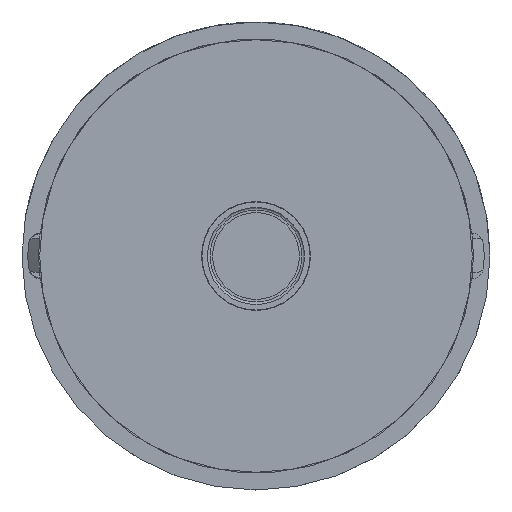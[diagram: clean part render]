
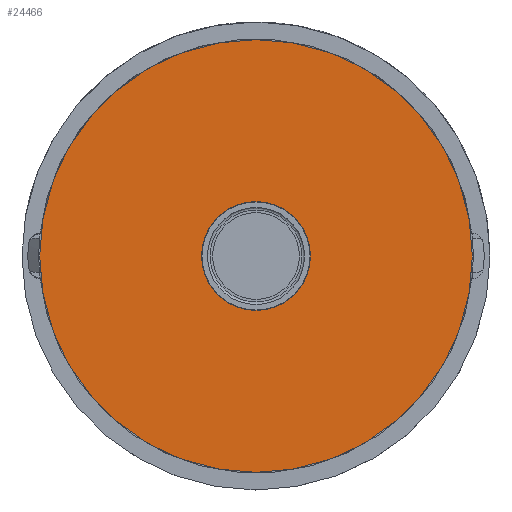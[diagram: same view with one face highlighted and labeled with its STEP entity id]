
A CAD part, front view. The second image highlights one B-rep face of the part: STEP entity #24466.
In plain terms, the highlighted planar face has unit normal (0, -1, 0).
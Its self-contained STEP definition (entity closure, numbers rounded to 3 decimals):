
#24424=CARTESIAN_POINT('',(36.555,86.568,-20.428));
#24425=VERTEX_POINT('',#24424);
#24426=CARTESIAN_POINT('',(36.555,86.568,-26.828));
#24427=DIRECTION('',(0.0,1.0,0.0));
#24428=DIRECTION('',(0.0,0.0,1.0));
#24429=AXIS2_PLACEMENT_3D('',#24426,#24427,#24428);
#24430=CIRCLE('',#24429,6.4);
#24431=EDGE_CURVE('',#24425,#24425,#24430,.T.);
#24447=CARTESIAN_POINT('',(36.555,86.568,-10.915));
#24448=DIRECTION('',(0.0,-1.0,0.0));
#24449=DIRECTION('',(-1.0,0.0,0.0));
#24450=AXIS2_PLACEMENT_3D('',#24447,#24448,#24449);
#24451=PLANE('',#24450);
#24452=CARTESIAN_POINT('',(36.555,86.568,-1.403));
#24453=VERTEX_POINT('',#24452);
#24454=CARTESIAN_POINT('',(36.555,86.568,-26.828));
#24455=DIRECTION('',(0.0,1.0,0.0));
#24456=DIRECTION('',(0.0,0.0,1.0));
#24457=AXIS2_PLACEMENT_3D('',#24454,#24455,#24456);
#24458=CIRCLE('',#24457,25.425);
#24459=EDGE_CURVE('',#24453,#24453,#24458,.T.);
#24460=ORIENTED_EDGE('',*,*,#24459,.F.);
#24461=EDGE_LOOP('',(#24460));
#24462=FACE_OUTER_BOUND('',#24461,.T.);
#24463=ORIENTED_EDGE('',*,*,#24431,.T.);
#24464=EDGE_LOOP('',(#24463));
#24465=FACE_BOUND('',#24464,.T.);
#24466=ADVANCED_FACE('',(#24462,#24465),#24451,.T.);
